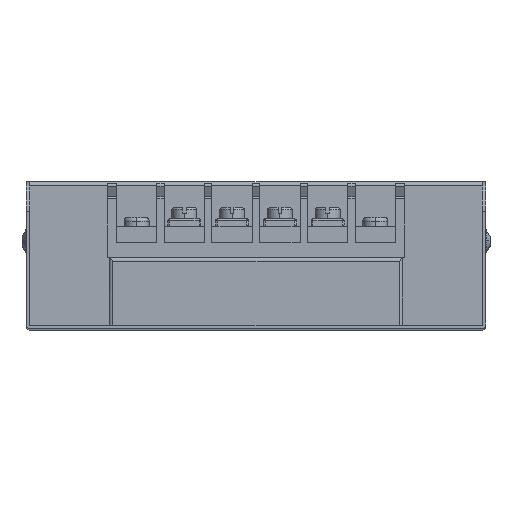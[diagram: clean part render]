
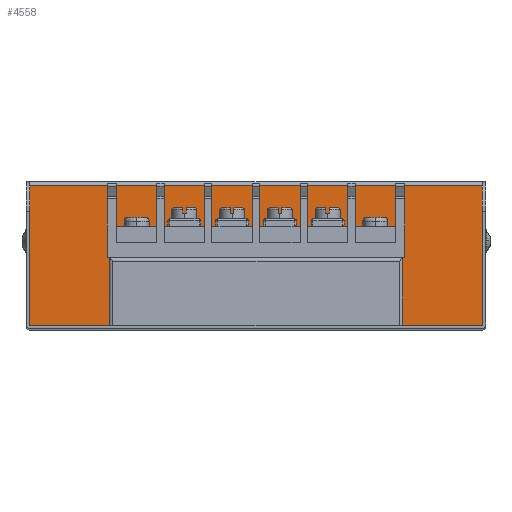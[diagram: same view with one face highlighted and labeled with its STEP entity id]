
A CAD part, top view. The second image highlights one B-rep face of the part: STEP entity #4558.
In plain terms, the highlighted planar face has unit normal (0, 0, 1).
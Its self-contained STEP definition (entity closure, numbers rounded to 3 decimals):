
#63 = VECTOR ( 'NONE', #11078, 1000. ) ;
#575 = FACE_OUTER_BOUND ( 'NONE', #5190, .T. ) ;
#590 = EDGE_CURVE ( 'NONE', #9340, #10577, #6911, .T. ) ;
#1005 = VERTEX_POINT ( 'NONE', #9067 ) ;
#1063 = EDGE_CURVE ( 'NONE', #5482, #1005, #8109, .T. ) ;
#1340 = DIRECTION ( 'NONE',  ( -1., 0., 0. ) ) ;
#1941 = DIRECTION ( 'NONE',  ( -1., 0., 0. ) ) ;
#2246 = ORIENTED_EDGE ( 'NONE', *, *, #3504, .F. ) ;
#2614 = LINE ( 'NONE', #10873, #4073 ) ;
#2879 = LINE ( 'NONE', #6231, #8582 ) ;
#2919 = DIRECTION ( 'NONE',  ( 0., -1., 0. ) ) ;
#2955 = CARTESIAN_POINT ( 'NONE',  ( 40., -0.6, 96. ) ) ;
#3219 = VERTEX_POINT ( 'NONE', #11710 ) ;
#3451 = ORIENTED_EDGE ( 'NONE', *, *, #8966, .T. ) ;
#3504 = EDGE_CURVE ( 'NONE', #3219, #7778, #2879, .T. ) ;
#3718 = CARTESIAN_POINT ( 'NONE',  ( 61.6, -145.238, 96. ) ) ;
#4073 = VECTOR ( 'NONE', #9025, 1000. ) ;
#4208 = EDGE_CURVE ( 'NONE', #5482, #3219, #10329, .T. ) ;
#4466 = ORIENTED_EDGE ( 'NONE', *, *, #5837, .F. ) ;
#4558 = ADVANCED_FACE ( 'NONE', ( #575 ), #6786, .T. ) ;
#4693 = EDGE_CURVE ( 'NONE', #7778, #11218, #13408, .T. ) ;
#4878 = CARTESIAN_POINT ( 'NONE',  ( -61.6, -145.238, 96. ) ) ;
#5190 = EDGE_LOOP ( 'NONE', ( #6360, #3451, #4466, #10576, #2246, #6191, #12394, #13409 ) ) ;
#5221 = EDGE_CURVE ( 'NONE', #9340, #1005, #12609, .T. ) ;
#5482 = VERTEX_POINT ( 'NONE', #2955 ) ;
#5586 = AXIS2_PLACEMENT_3D ( 'NONE', #3718, #10946, #7880 ) ;
#5790 = VECTOR ( 'NONE', #2919, 1000. ) ;
#5805 = VECTOR ( 'NONE', #1941, 1000. ) ;
#5837 = EDGE_CURVE ( 'NONE', #11218, #8365, #10236, .T. ) ;
#6034 = DIRECTION ( 'NONE',  ( 0., -1., 0. ) ) ;
#6191 = ORIENTED_EDGE ( 'NONE', *, *, #4208, .F. ) ;
#6231 = CARTESIAN_POINT ( 'NONE',  ( -40., -0.6, 96. ) ) ;
#6332 = VECTOR ( 'NONE', #9027, 1000. ) ;
#6360 = ORIENTED_EDGE ( 'NONE', *, *, #590, .T. ) ;
#6786 = PLANE ( 'NONE',  #5586 ) ;
#6835 = CARTESIAN_POINT ( 'NONE',  ( 61.6, 19., 96. ) ) ;
#6911 = LINE ( 'NONE', #12243, #63 ) ;
#7335 = CARTESIAN_POINT ( 'NONE',  ( 40., -0.6, 96. ) ) ;
#7778 = VERTEX_POINT ( 'NONE', #10412 ) ;
#7880 = DIRECTION ( 'NONE',  ( 1., 0., 0. ) ) ;
#8109 = LINE ( 'NONE', #12296, #5790 ) ;
#8365 = VERTEX_POINT ( 'NONE', #12608 ) ;
#8582 = VECTOR ( 'NONE', #6034, 1000. ) ;
#8966 = EDGE_CURVE ( 'NONE', #10577, #8365, #2614, .T. ) ;
#9025 = DIRECTION ( 'NONE',  ( -1., 0., 0. ) ) ;
#9027 = DIRECTION ( 'NONE',  ( 0., 1., 0. ) ) ;
#9067 = CARTESIAN_POINT ( 'NONE',  ( 40., -19.1, 96. ) ) ;
#9301 = CARTESIAN_POINT ( 'NONE',  ( 61.6, -19.1, 96. ) ) ;
#9340 = VERTEX_POINT ( 'NONE', #11606 ) ;
#10133 = VECTOR ( 'NONE', #11502, 1000. ) ;
#10236 = LINE ( 'NONE', #4878, #6332 ) ;
#10329 = LINE ( 'NONE', #7335, #10133 ) ;
#10412 = CARTESIAN_POINT ( 'NONE',  ( -40., -19.1, 96. ) ) ;
#10576 = ORIENTED_EDGE ( 'NONE', *, *, #4693, .F. ) ;
#10577 = VERTEX_POINT ( 'NONE', #6835 ) ;
#10873 = CARTESIAN_POINT ( 'NONE',  ( -61.6, 19., 96. ) ) ;
#10946 = DIRECTION ( 'NONE',  ( 0., 0., 1. ) ) ;
#11078 = DIRECTION ( 'NONE',  ( 0., 1., 0. ) ) ;
#11218 = VERTEX_POINT ( 'NONE', #12821 ) ;
#11502 = DIRECTION ( 'NONE',  ( -1., 0., 0. ) ) ;
#11508 = CARTESIAN_POINT ( 'NONE',  ( 61.6, -19.1, 96. ) ) ;
#11553 = VECTOR ( 'NONE', #1340, 1000. ) ;
#11606 = CARTESIAN_POINT ( 'NONE',  ( 61.6, -19.1, 96. ) ) ;
#11710 = CARTESIAN_POINT ( 'NONE',  ( -40., -0.6, 96. ) ) ;
#12243 = CARTESIAN_POINT ( 'NONE',  ( 61.6, -145.238, 96. ) ) ;
#12296 = CARTESIAN_POINT ( 'NONE',  ( 40., -0.6, 96. ) ) ;
#12394 = ORIENTED_EDGE ( 'NONE', *, *, #1063, .T. ) ;
#12608 = CARTESIAN_POINT ( 'NONE',  ( -61.6, 19., 96. ) ) ;
#12609 = LINE ( 'NONE', #11508, #11553 ) ;
#12821 = CARTESIAN_POINT ( 'NONE',  ( -61.6, -19.1, 96. ) ) ;
#13408 = LINE ( 'NONE', #9301, #5805 ) ;
#13409 = ORIENTED_EDGE ( 'NONE', *, *, #5221, .F. ) ;
